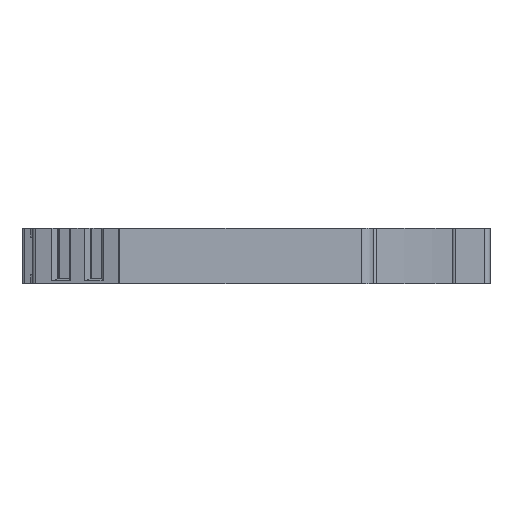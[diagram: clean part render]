
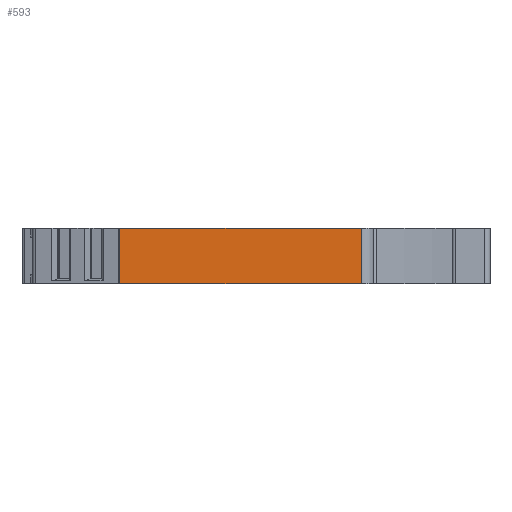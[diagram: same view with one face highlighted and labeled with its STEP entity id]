
A CAD part, left-side view. The second image highlights one B-rep face of the part: STEP entity #593.
In plain terms, the highlighted planar face has unit normal (-1, 0, 0).
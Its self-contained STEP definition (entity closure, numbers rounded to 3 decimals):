
#593=ADVANCED_FACE('',(#1057),#791,.T.);
#791=PLANE('',#6494);
#1057=FACE_OUTER_BOUND('',#1378,.T.);
#1378=EDGE_LOOP('',(#3039,#3040,#3041,#3042));
#3039=ORIENTED_EDGE('',*,*,#4152,.T.);
#3040=ORIENTED_EDGE('',*,*,#4799,.T.);
#3041=ORIENTED_EDGE('',*,*,#4375,.F.);
#3042=ORIENTED_EDGE('',*,*,#4800,.T.);
#3551=VERTEX_POINT('',#8425);
#3552=VERTEX_POINT('',#8427);
#3770=VERTEX_POINT('',#8885);
#3771=VERTEX_POINT('',#8887);
#4152=EDGE_CURVE('',#3552,#3551,#5006,.T.);
#4375=EDGE_CURVE('',#3770,#3771,#5131,.T.);
#4799=EDGE_CURVE('',#3551,#3771,#5387,.T.);
#4800=EDGE_CURVE('',#3770,#3552,#5388,.T.);
#5006=LINE('',#8426,#5578);
#5131=LINE('',#8886,#5703);
#5387=LINE('',#12578,#5959);
#5388=LINE('',#12579,#5960);
#5578=VECTOR('',#6775,1.);
#5703=VECTOR('',#7108,1.);
#5959=VECTOR('',#7872,1.);
#5960=VECTOR('',#7873,1.);
#6494=AXIS2_PLACEMENT_3D('',#12580,#7874,#7875);
#6775=DIRECTION('',(0.,-1.,0.));
#7108=DIRECTION('',(0.,-1.,0.));
#7872=DIRECTION('',(0.,0.,1.));
#7873=DIRECTION('',(0.,0.,-1.));
#7874=DIRECTION('',(-1.,0.,0.));
#7875=DIRECTION('',(0.,0.,1.));
#8425=CARTESIAN_POINT('',(-39.5,-29.,0.));
#8426=CARTESIAN_POINT('',(-39.5,-6.639,0.));
#8427=CARTESIAN_POINT('',(-39.5,-6.639,0.));
#8885=CARTESIAN_POINT('',(-39.5,-6.639,5.1));
#8886=CARTESIAN_POINT('',(-39.5,-6.639,5.1));
#8887=CARTESIAN_POINT('',(-39.5,-29.,5.1));
#12578=CARTESIAN_POINT('',(-39.5,-29.,0.));
#12579=CARTESIAN_POINT('',(-39.5,-6.639,5.1));
#12580=CARTESIAN_POINT('',(-39.5,1.4,0.));
